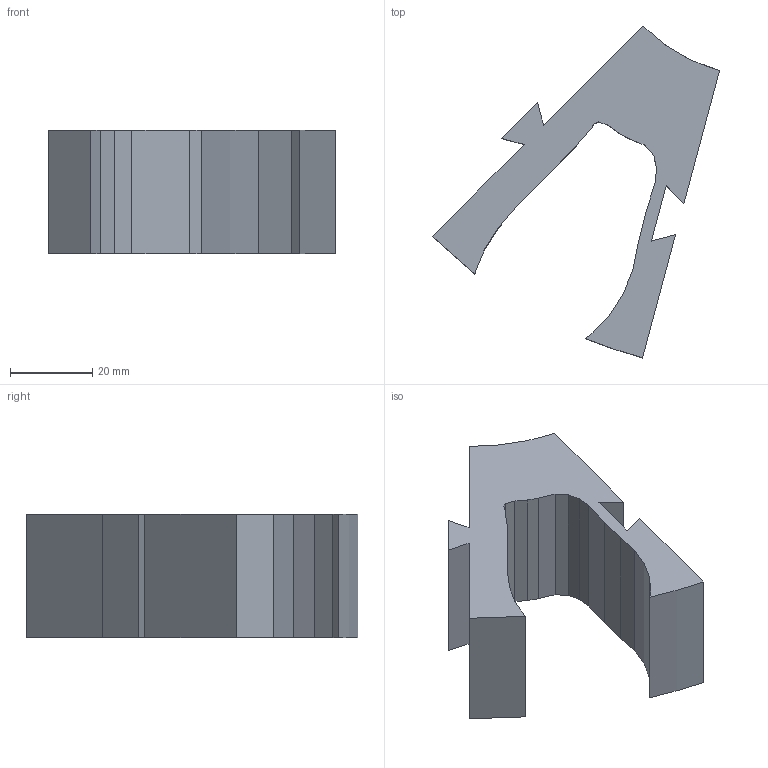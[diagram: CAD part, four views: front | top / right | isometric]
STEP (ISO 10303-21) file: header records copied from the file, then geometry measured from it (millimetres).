
FILE_DESCRIPTION(/* description */ (''),/* implementation_level */ '2;1');
FILE_NAME(/* name */ 'Pieza1',/* time_stamp */ '2015-04-14T09:06:43+02:00',/* author */ (''),/* organization */ (''),/* preprocessor_version */ 'ST-DEVELOPER v14',/* originating_system */ '',/* authorisation */ '');
FILE_SCHEMA (('CONFIG_CONTROL_DESIGN'));
Length unit declared in the file: millimetre
Products named in the file (1): Document
Bounding box: 69.99 x 80.85 x 30 mm (x, y, z)
Volume: 47687.4 mm3; surface area: 13516.6 mm2
Topology: 1 solids, 1 shells, 39 faces, 111 edges, 74 vertices
Faces by surface type: bspline 33, plane 6
Entity records: 2571 total; most frequent: CARTESIAN_POINT 1214, ORIENTED_EDGE 222, PCURVE 222, DEFINITIONAL_REPRESENTATION 222, B_SPLINE_CURVE_WITH_KNOTS 168, SURFACE_CURVE 111, EDGE_CURVE 111, VERTEX_POINT 74
